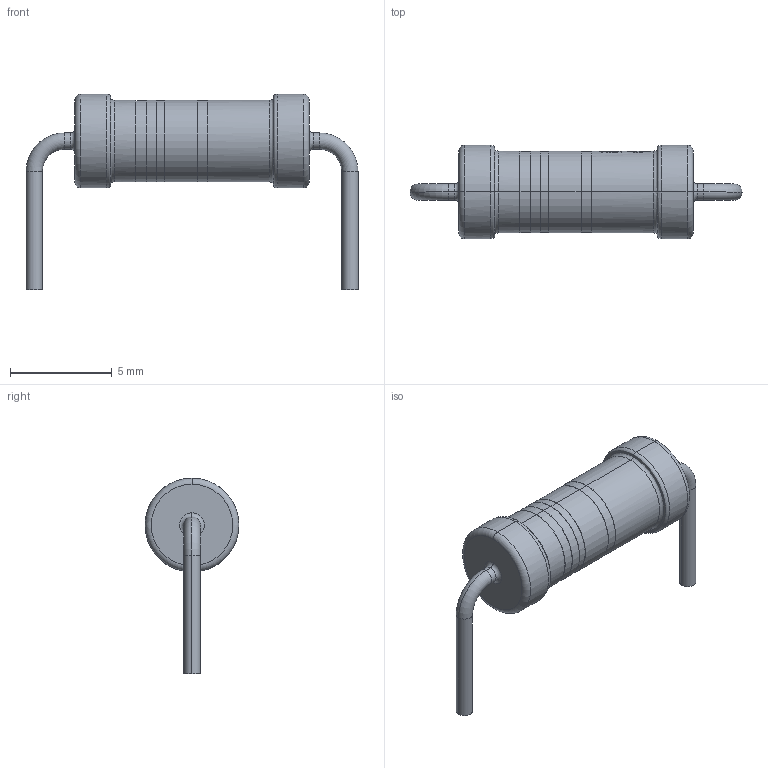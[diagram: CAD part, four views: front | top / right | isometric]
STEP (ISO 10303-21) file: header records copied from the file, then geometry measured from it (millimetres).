
FILE_DESCRIPTION (( 'STEP AP214' ), '1' );
FILE_NAME ('RES-TH_BD4.6-L11.5-P15.50-D0.8.STEP', '2022-08-11T07:09:05', ( 'PC' ), ( 'Microsoft' ), 'SwSTEP 2.0', 'SolidWorks 2020', '' );
FILE_SCHEMA (( 'AUTOMOTIVE_DESIGN' ));
Length unit declared in the file: millimetre
Products named in the file (1): RES-TH_BD4.6-L11.5-P15.50-D0.8
Bounding box: 16.3 x 4.6 x 9.6 mm (x, y, z)
Volume: 166.7 mm3; surface area: 229.5 mm2
Topology: 1 solids, 1 shells, 281 faces, 726 edges, 476 vertices
Faces by surface type: bspline 129, plane 95, cylinder 45, torus 12
Entity records: 13544 total; most frequent: CARTESIAN_POINT 4654, ORIENTED_EDGE 1452, DIRECTION 751, EDGE_CURVE 726, VERTEX_POINT 476, B_SPLINE_CURVE_WITH_KNOTS 407, EDGE_LOOP 310, AXIS2_PLACEMENT_3D 287
